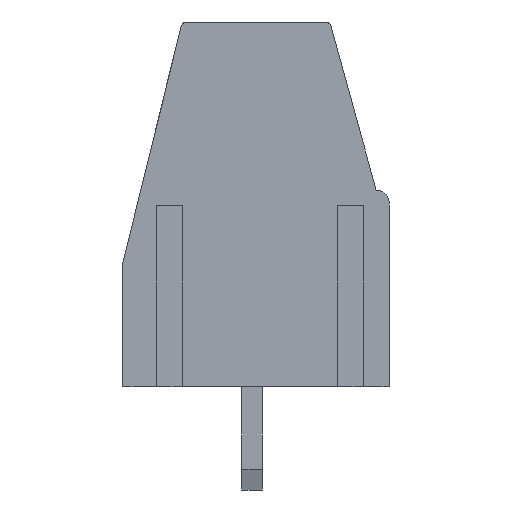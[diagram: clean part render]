
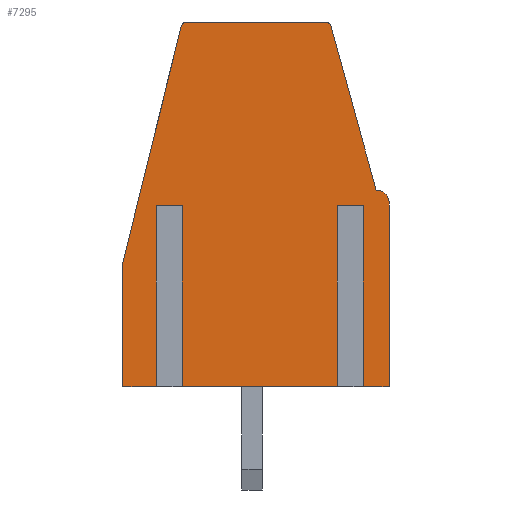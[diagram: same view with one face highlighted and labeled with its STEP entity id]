
A CAD part, left-side view. The second image highlights one B-rep face of the part: STEP entity #7295.
In plain terms, the highlighted planar face has unit normal (-1, 0, 0).
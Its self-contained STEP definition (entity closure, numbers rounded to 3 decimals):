
#61 = CARTESIAN_POINT ( 'NONE',  ( -17.5, -3.533, 7.05 ) ) ;
#89 = DIRECTION ( 'NONE',  ( 0., 0., -1. ) ) ;
#123 = LINE ( 'NONE', #7187, #11632 ) ;
#161 = EDGE_CURVE ( 'NONE', #2073, #3793, #6010, .T. ) ;
#194 = CARTESIAN_POINT ( 'NONE',  ( -17.5, 5., 0.05 ) ) ;
#367 = DIRECTION ( 'NONE',  ( 0., -1., 0. ) ) ;
#414 = DIRECTION ( 'NONE',  ( 0., -1., 0. ) ) ;
#498 = VECTOR ( 'NONE', #19478, 1000. ) ;
#607 = EDGE_CURVE ( 'NONE', #2073, #13733, #1473, .T. ) ;
#705 = DIRECTION ( 'NONE',  ( -1., 0., 0. ) ) ;
#772 = CARTESIAN_POINT ( 'NONE',  ( -17.5, -4.067, 7.05 ) ) ;
#845 = DIRECTION ( 'NONE',  ( -1., 0., 0. ) ) ;
#863 = ORIENTED_EDGE ( 'NONE', *, *, #607, .T. ) ;
#1105 = DIRECTION ( 'NONE',  ( 0., 0., -1. ) ) ;
#1278 = CARTESIAN_POINT ( 'NONE',  ( -17.5, -3., 14.15 ) ) ;
#1473 = CIRCLE ( 'NONE', #5176, 0.2 ) ;
#2004 = VERTEX_POINT ( 'NONE', #22053 ) ;
#2073 = VERTEX_POINT ( 'NONE', #11565 ) ;
#2314 = EDGE_CURVE ( 'NONE', #13989, #3793, #7593, .T. ) ;
#2663 = ORIENTED_EDGE ( 'NONE', *, *, #3091, .F. ) ;
#2888 = ORIENTED_EDGE ( 'NONE', *, *, #8964, .T. ) ;
#3081 = VECTOR ( 'NONE', #22016, 1000. ) ;
#3091 = EDGE_CURVE ( 'NONE', #13989, #2004, #6720, .T. ) ;
#3298 = LINE ( 'NONE', #17492, #14452 ) ;
#3461 = VECTOR ( 'NONE', #16480, 1000. ) ;
#3479 = VECTOR ( 'NONE', #11644, 1000. ) ;
#3793 = VERTEX_POINT ( 'NONE', #8929 ) ;
#4063 = ORIENTED_EDGE ( 'NONE', *, *, #15521, .F. ) ;
#4224 = CARTESIAN_POINT ( 'NONE',  ( -17.5, 3.467, 7.05 ) ) ;
#4395 = ORIENTED_EDGE ( 'NONE', *, *, #12770, .T. ) ;
#4448 = EDGE_CURVE ( 'NONE', #22399, #22415, #3298, .T. ) ;
#4659 = ORIENTED_EDGE ( 'NONE', *, *, #4685, .F. ) ;
#4685 = EDGE_CURVE ( 'NONE', #22616, #15970, #11365, .T. ) ;
#5101 = DIRECTION ( 'NONE',  ( 0., 0., -1. ) ) ;
#5176 = AXIS2_PLACEMENT_3D ( 'NONE', #14768, #845, #11329 ) ;
#5227 = ORIENTED_EDGE ( 'NONE', *, *, #2314, .T. ) ;
#5305 = CARTESIAN_POINT ( 'NONE',  ( -17.5, -4.8, 7.15 ) ) ;
#5532 = AXIS2_PLACEMENT_3D ( 'NONE', #11983, #12098, #22701 ) ;
#5860 = LINE ( 'NONE', #772, #13522 ) ;
#6010 = LINE ( 'NONE', #11411, #3081 ) ;
#6050 = ORIENTED_EDGE ( 'NONE', *, *, #11610, .T. ) ;
#6555 = EDGE_LOOP ( 'NONE', ( #6050, #4063, #12109, #10035, #8104, #13963, #4395, #20548, #15938, #4659, #20538, #2663, #5227, #13800, #863, #22073, #2888 ) ) ;
#6684 = CARTESIAN_POINT ( 'NONE',  ( -17.5, -5.3, 7.15 ) ) ;
#6720 = LINE ( 'NONE', #1278, #3479 ) ;
#6954 = PLANE ( 'NONE',  #5532 ) ;
#7187 = CARTESIAN_POINT ( 'NONE',  ( -17.5, 2.933, 7.05 ) ) ;
#7295 = ADVANCED_FACE ( 'NONE', ( #8665 ), #6954, .F. ) ;
#7343 = VECTOR ( 'NONE', #10932, 1000. ) ;
#7536 = DIRECTION ( 'NONE',  ( 0., 1., 0. ) ) ;
#7593 = CIRCLE ( 'NONE', #9790, 0.2 ) ;
#7674 = VECTOR ( 'NONE', #19089, 1000. ) ;
#7837 = CARTESIAN_POINT ( 'NONE',  ( -17.5, -3.533, 0.05 ) ) ;
#7913 = CARTESIAN_POINT ( 'NONE',  ( -17.5, 2.933, 7.05 ) ) ;
#8104 = ORIENTED_EDGE ( 'NONE', *, *, #12193, .T. ) ;
#8504 = CARTESIAN_POINT ( 'NONE',  ( -17.5, -4.067, 7.05 ) ) ;
#8665 = FACE_OUTER_BOUND ( 'NONE', #6555, .T. ) ;
#8929 = CARTESIAN_POINT ( 'NONE',  ( -17.5, -2.848, 14.15 ) ) ;
#8964 = EDGE_CURVE ( 'NONE', #10679, #22717, #15528, .T. ) ;
#9102 = EDGE_CURVE ( 'NONE', #10679, #13733, #12647, .T. ) ;
#9186 = CARTESIAN_POINT ( 'NONE',  ( -17.5, -4.067, 0.05 ) ) ;
#9358 = LINE ( 'NONE', #14860, #3461 ) ;
#9790 = AXIS2_PLACEMENT_3D ( 'NONE', #14302, #705, #7536 ) ;
#9924 = CARTESIAN_POINT ( 'NONE',  ( -17.5, 2.738, 13.998 ) ) ;
#10035 = ORIENTED_EDGE ( 'NONE', *, *, #13559, .T. ) ;
#10312 = VERTEX_POINT ( 'NONE', #7837 ) ;
#10535 = DIRECTION ( 'NONE',  ( 0., -1., 0. ) ) ;
#10633 = EDGE_CURVE ( 'NONE', #14780, #15018, #5860, .T. ) ;
#10679 = VERTEX_POINT ( 'NONE', #19081 ) ;
#10932 = DIRECTION ( 'NONE',  ( 0., -0.24, 0.971 ) ) ;
#11329 = DIRECTION ( 'NONE',  ( 0., 1., 0. ) ) ;
#11365 = LINE ( 'NONE', #21849, #22202 ) ;
#11411 = CARTESIAN_POINT ( 'NONE',  ( -17.5, 5., 14.15 ) ) ;
#11565 = CARTESIAN_POINT ( 'NONE',  ( -17.5, 2.543, 14.15 ) ) ;
#11610 = EDGE_CURVE ( 'NONE', #22717, #19547, #21337, .T. ) ;
#11632 = VECTOR ( 'NONE', #5101, 1000. ) ;
#11644 = DIRECTION ( 'NONE',  ( 0., -0.267, -0.964 ) ) ;
#11983 = CARTESIAN_POINT ( 'NONE',  ( -17.5, 5., 14.15 ) ) ;
#12098 = DIRECTION ( 'NONE',  ( 1., 0., 0. ) ) ;
#12109 = ORIENTED_EDGE ( 'NONE', *, *, #4448, .T. ) ;
#12193 = EDGE_CURVE ( 'NONE', #12932, #10312, #15701, .T. ) ;
#12429 = CARTESIAN_POINT ( 'NONE',  ( -17.5, -3.041, 14.003 ) ) ;
#12647 = LINE ( 'NONE', #19693, #7343 ) ;
#12770 = EDGE_CURVE ( 'NONE', #12902, #14780, #17255, .T. ) ;
#12861 = DIRECTION ( 'NONE',  ( 0., 0., -1. ) ) ;
#12902 = VERTEX_POINT ( 'NONE', #61 ) ;
#12932 = VERTEX_POINT ( 'NONE', #21837 ) ;
#13203 = VECTOR ( 'NONE', #89, 1000. ) ;
#13522 = VECTOR ( 'NONE', #12861, 1000. ) ;
#13559 = EDGE_CURVE ( 'NONE', #22415, #12932, #123, .T. ) ;
#13733 = VERTEX_POINT ( 'NONE', #9924 ) ;
#13800 = ORIENTED_EDGE ( 'NONE', *, *, #161, .F. ) ;
#13855 = CARTESIAN_POINT ( 'NONE',  ( -17.5, 3.467, 0.05 ) ) ;
#13878 = VECTOR ( 'NONE', #10535, 1000. ) ;
#13919 = EDGE_CURVE ( 'NONE', #22616, #2004, #15290, .T. ) ;
#13963 = ORIENTED_EDGE ( 'NONE', *, *, #16603, .F. ) ;
#13989 = VERTEX_POINT ( 'NONE', #12429 ) ;
#14302 = CARTESIAN_POINT ( 'NONE',  ( -17.5, -2.848, 13.95 ) ) ;
#14386 = CARTESIAN_POINT ( 'NONE',  ( -17.5, -3.533, 7.05 ) ) ;
#14452 = VECTOR ( 'NONE', #15510, 1000. ) ;
#14768 = CARTESIAN_POINT ( 'NONE',  ( -17.5, 2.543, 13.95 ) ) ;
#14780 = VERTEX_POINT ( 'NONE', #17657 ) ;
#14860 = CARTESIAN_POINT ( 'NONE',  ( -17.5, 3.467, 7.05 ) ) ;
#15018 = VERTEX_POINT ( 'NONE', #9186 ) ;
#15290 = CIRCLE ( 'NONE', #16996, 0.5 ) ;
#15510 = DIRECTION ( 'NONE',  ( 0., -1., 0. ) ) ;
#15521 = EDGE_CURVE ( 'NONE', #22399, #19547, #9358, .T. ) ;
#15528 = LINE ( 'NONE', #21196, #13203 ) ;
#15701 = LINE ( 'NONE', #21246, #13878 ) ;
#15780 = LINE ( 'NONE', #14386, #498 ) ;
#15879 = DIRECTION ( 'NONE',  ( -1., 0., 0. ) ) ;
#15938 = ORIENTED_EDGE ( 'NONE', *, *, #22317, .T. ) ;
#15964 = LINE ( 'NONE', #17826, #19425 ) ;
#15970 = VERTEX_POINT ( 'NONE', #20721 ) ;
#16480 = DIRECTION ( 'NONE',  ( 0., 0., -1. ) ) ;
#16603 = EDGE_CURVE ( 'NONE', #12902, #10312, #15780, .T. ) ;
#16996 = AXIS2_PLACEMENT_3D ( 'NONE', #5305, #15879, #22798 ) ;
#17255 = LINE ( 'NONE', #8504, #7674 ) ;
#17492 = CARTESIAN_POINT ( 'NONE',  ( -17.5, 2.933, 7.05 ) ) ;
#17657 = CARTESIAN_POINT ( 'NONE',  ( -17.5, -4.067, 7.05 ) ) ;
#17826 = CARTESIAN_POINT ( 'NONE',  ( -17.5, 5., 0.05 ) ) ;
#19081 = CARTESIAN_POINT ( 'NONE',  ( -17.5, 5., 4.85 ) ) ;
#19089 = DIRECTION ( 'NONE',  ( 0., -1., 0. ) ) ;
#19425 = VECTOR ( 'NONE', #414, 1000. ) ;
#19478 = DIRECTION ( 'NONE',  ( 0., 0., -1. ) ) ;
#19547 = VERTEX_POINT ( 'NONE', #13855 ) ;
#19693 = CARTESIAN_POINT ( 'NONE',  ( -17.5, 2.7, 14.15 ) ) ;
#19735 = CARTESIAN_POINT ( 'NONE',  ( -17.5, 5., 0.05 ) ) ;
#20538 = ORIENTED_EDGE ( 'NONE', *, *, #13919, .T. ) ;
#20548 = ORIENTED_EDGE ( 'NONE', *, *, #10633, .T. ) ;
#20721 = CARTESIAN_POINT ( 'NONE',  ( -17.5, -5.3, 0.05 ) ) ;
#21186 = VECTOR ( 'NONE', #367, 1000. ) ;
#21196 = CARTESIAN_POINT ( 'NONE',  ( -17.5, 5., 14.15 ) ) ;
#21246 = CARTESIAN_POINT ( 'NONE',  ( -17.5, 5., 0.05 ) ) ;
#21337 = LINE ( 'NONE', #19735, #21186 ) ;
#21837 = CARTESIAN_POINT ( 'NONE',  ( -17.5, 2.933, 0.05 ) ) ;
#21849 = CARTESIAN_POINT ( 'NONE',  ( -17.5, -5.3, 14.15 ) ) ;
#22016 = DIRECTION ( 'NONE',  ( 0., -1., 0. ) ) ;
#22053 = CARTESIAN_POINT ( 'NONE',  ( -17.5, -4.8, 7.65 ) ) ;
#22073 = ORIENTED_EDGE ( 'NONE', *, *, #9102, .F. ) ;
#22202 = VECTOR ( 'NONE', #1105, 1000. ) ;
#22317 = EDGE_CURVE ( 'NONE', #15018, #15970, #15964, .T. ) ;
#22399 = VERTEX_POINT ( 'NONE', #4224 ) ;
#22415 = VERTEX_POINT ( 'NONE', #7913 ) ;
#22616 = VERTEX_POINT ( 'NONE', #6684 ) ;
#22701 = DIRECTION ( 'NONE',  ( 0., 1., 0. ) ) ;
#22717 = VERTEX_POINT ( 'NONE', #194 ) ;
#22798 = DIRECTION ( 'NONE',  ( 0., 1., 0. ) ) ;
